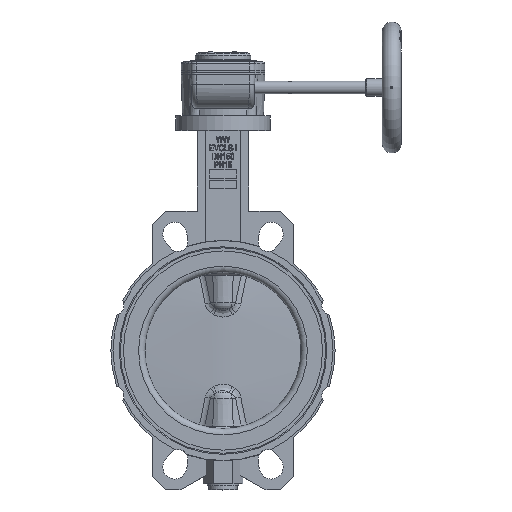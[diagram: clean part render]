
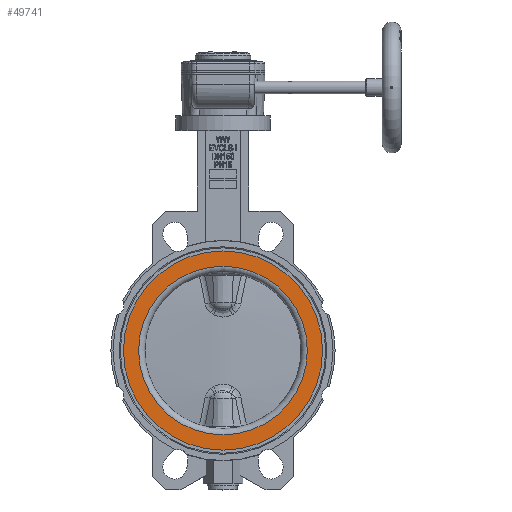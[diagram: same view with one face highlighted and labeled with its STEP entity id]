
A CAD part, top view. The second image highlights one B-rep face of the part: STEP entity #49741.
In plain terms, the highlighted planar face has unit normal (0, 0, 1).
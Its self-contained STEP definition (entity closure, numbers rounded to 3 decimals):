
#1952=PLANE('',#54559);
#2365=FACE_BOUND('',#16664,.T.);
#4259=CIRCLE('',#54422,80.5);
#4260=CIRCLE('',#54424,95.);
#13749=FACE_OUTER_BOUND('',#16663,.T.);
#16663=EDGE_LOOP('',(#42695));
#16664=EDGE_LOOP('',(#42696));
#22432=VERTEX_POINT('',#175478);
#22433=VERTEX_POINT('',#175482);
#29153=EDGE_CURVE('',#22432,#22432,#4259,.T.);
#29154=EDGE_CURVE('',#22433,#22433,#4260,.T.);
#42695=ORIENTED_EDGE('',*,*,#29154,.T.);
#42696=ORIENTED_EDGE('',*,*,#29153,.F.);
#49741=ADVANCED_FACE('',(#13749,#2365),#1952,.F.);
#54422=AXIS2_PLACEMENT_3D('',#175480,#65880,#65881);
#54424=AXIS2_PLACEMENT_3D('',#175483,#65884,#65885);
#54559=AXIS2_PLACEMENT_3D('',#177217,#66395,#66396);
#65880=DIRECTION('center_axis',(0.,0.,1.));
#65881=DIRECTION('ref_axis',(1.,0.,0.));
#65884=DIRECTION('center_axis',(0.,0.,1.));
#65885=DIRECTION('ref_axis',(1.,0.,0.));
#66395=DIRECTION('center_axis',(0.,0.,-1.));
#66396=DIRECTION('ref_axis',(-1.,0.,0.));
#175478=CARTESIAN_POINT('',(-80.5,0.,29.));
#175480=CARTESIAN_POINT('Origin',(0.,0.,29.));
#175482=CARTESIAN_POINT('',(-95.,0.,29.));
#175483=CARTESIAN_POINT('Origin',(0.,0.,29.));
#177217=CARTESIAN_POINT('Origin',(0.,80.5,29.));
